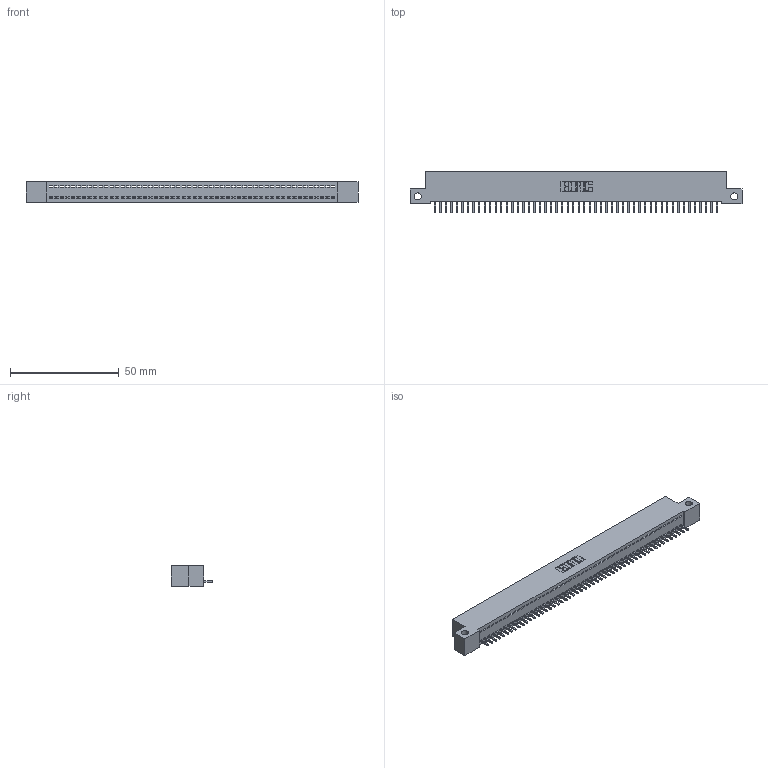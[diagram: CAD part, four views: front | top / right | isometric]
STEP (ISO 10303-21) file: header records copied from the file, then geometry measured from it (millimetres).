
FILE_DESCRIPTION (( 'STEP AP203' ), '1' );
FILE_NAME ('342-052-521-112.STEP', '2018-08-12T21:33:59', ( '' ), ( '' ), 'SwSTEP 2.0', 'SolidWorks 2016', '' );
FILE_SCHEMA (( 'CONFIG_CONTROL_DESIGN' ));
Length unit declared in the file: inch
Products named in the file (3): 342 Part_Side Mount; 345-292-001_345-293-121; 342-052-521-112
Assembly tree (53 placements, depth 2):
  342-052-521-112
    342 Part_Side Mount
    345-292-001_345-293-121  x52
Bounding box: 152.4 x 19.06 x 9.4 mm (x, y, z)
Volume: 13177.4 mm3; surface area: 18806.1 mm2
Topology: 53 solids, 53 shells, 3126 faces, 9451 edges, 6230 vertices
Faces by surface type: plane 2250, cylinder 876
Entity records: 30385 total; most frequent: CARTESIAN_POINT 5246, ORIENTED_EDGE 5234, DIRECTION 4405, EDGE_CURVE 2617, VECTOR 2489, LINE 2489, VERTEX_POINT 1742, AXIS2_PLACEMENT_3D 958
